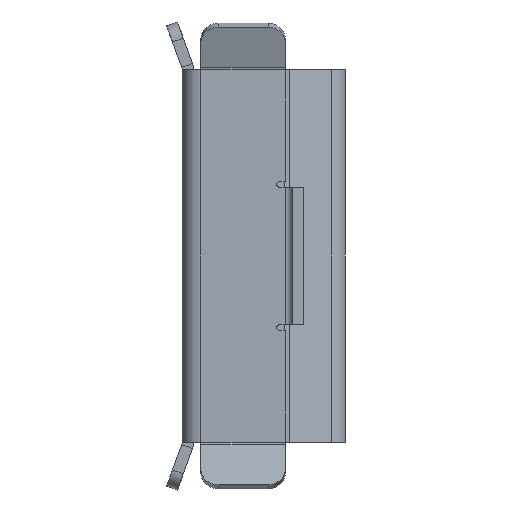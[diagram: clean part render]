
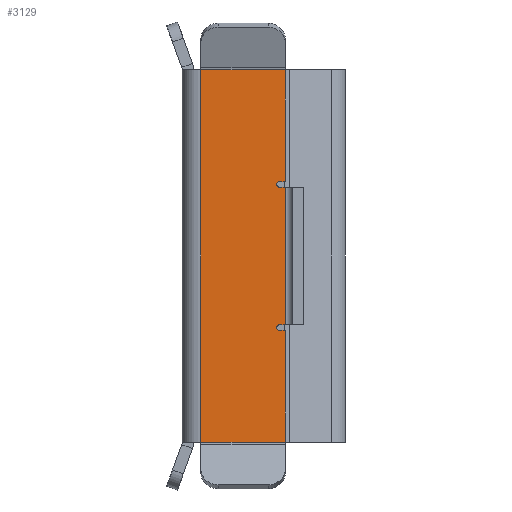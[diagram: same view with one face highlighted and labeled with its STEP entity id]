
A CAD part, front view. The second image highlights one B-rep face of the part: STEP entity #3129.
In plain terms, the highlighted planar face has unit normal (0, -1, 0).
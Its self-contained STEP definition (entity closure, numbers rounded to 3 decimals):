
#6 = CIRCLE ( 'NONE', #960, 0.1 ) ;
#29 = CARTESIAN_POINT ( 'NONE',  ( 1.6, -0.4, -2.6 ) ) ;
#30 = ORIENTED_EDGE ( 'NONE', *, *, #2237, .F. ) ;
#40 = EDGE_CURVE ( 'NONE', #2980, #1528, #761, .T. ) ;
#48 = CARTESIAN_POINT ( 'NONE',  ( 1.4, -0.4, -2.5 ) ) ;
#75 = ORIENTED_EDGE ( 'NONE', *, *, #2550, .T. ) ;
#76 = VERTEX_POINT ( 'NONE', #3157 ) ;
#146 = VERTEX_POINT ( 'NONE', #860 ) ;
#147 = EDGE_CURVE ( 'NONE', #76, #1731, #319, .T. ) ;
#154 = ORIENTED_EDGE ( 'NONE', *, *, #2579, .F. ) ;
#161 = CARTESIAN_POINT ( 'NONE',  ( 1.6, -0.4, 6.5 ) ) ;
#167 = ORIENTED_EDGE ( 'NONE', *, *, #1552, .F. ) ;
#218 = CARTESIAN_POINT ( 'NONE',  ( 1.6, -0.4, -2.4 ) ) ;
#228 = ORIENTED_EDGE ( 'NONE', *, *, #500, .T. ) ;
#289 = DIRECTION ( 'NONE',  ( 0., 0., -1. ) ) ;
#319 = LINE ( 'NONE', #1611, #2215 ) ;
#348 = VECTOR ( 'NONE', #1592, 1000. ) ;
#360 = ORIENTED_EDGE ( 'NONE', *, *, #1616, .F. ) ;
#391 = ORIENTED_EDGE ( 'NONE', *, *, #147, .F. ) ;
#485 = CARTESIAN_POINT ( 'NONE',  ( 1.6, -0.4, 2.4 ) ) ;
#500 = EDGE_CURVE ( 'NONE', #2943, #1652, #1187, .T. ) ;
#757 = ORIENTED_EDGE ( 'NONE', *, *, #40, .F. ) ;
#761 = LINE ( 'NONE', #29, #2793 ) ;
#762 = AXIS2_PLACEMENT_3D ( 'NONE', #2795, #1261, #3051 ) ;
#813 = VERTEX_POINT ( 'NONE', #161 ) ;
#826 = AXIS2_PLACEMENT_3D ( 'NONE', #48, #1810, #289 ) ;
#860 = CARTESIAN_POINT ( 'NONE',  ( 1.6, -0.4, -6.5 ) ) ;
#954 = ORIENTED_EDGE ( 'NONE', *, *, #2001, .F. ) ;
#960 = AXIS2_PLACEMENT_3D ( 'NONE', #2566, #1037, #2821 ) ;
#966 = CARTESIAN_POINT ( 'NONE',  ( 1.4, -0.4, 2.6 ) ) ;
#984 = LINE ( 'NONE', #2409, #2942 ) ;
#1026 = LINE ( 'NONE', #1854, #348 ) ;
#1037 = DIRECTION ( 'NONE',  ( 0., -1., 0. ) ) ;
#1067 = VERTEX_POINT ( 'NONE', #3041 ) ;
#1081 = LINE ( 'NONE', #2036, #1588 ) ;
#1135 = DIRECTION ( 'NONE',  ( 0., 0., -1. ) ) ;
#1187 = LINE ( 'NONE', #1446, #2469 ) ;
#1207 = VERTEX_POINT ( 'NONE', #1417 ) ;
#1261 = DIRECTION ( 'NONE',  ( 0., 1., 0. ) ) ;
#1294 = ORIENTED_EDGE ( 'NONE', *, *, #2316, .F. ) ;
#1301 = EDGE_LOOP ( 'NONE', ( #154, #30, #2391, #1294, #167, #391, #1644, #954, #228, #75, #360, #757 ) ) ;
#1336 = CARTESIAN_POINT ( 'NONE',  ( -1.35, -0.4, -6.5 ) ) ;
#1417 = CARTESIAN_POINT ( 'NONE',  ( 1.4, -0.4, 2.4 ) ) ;
#1436 = EDGE_CURVE ( 'NONE', #813, #76, #984, .T. ) ;
#1446 = CARTESIAN_POINT ( 'NONE',  ( -1.35, -0.4, 6.5 ) ) ;
#1528 = VERTEX_POINT ( 'NONE', #1670 ) ;
#1552 = EDGE_CURVE ( 'NONE', #1731, #1207, #6, .T. ) ;
#1572 = CARTESIAN_POINT ( 'NONE',  ( 1.6, -0.4, 6.5 ) ) ;
#1588 = VECTOR ( 'NONE', #2308, 1000. ) ;
#1592 = DIRECTION ( 'NONE',  ( 0., 0., -1. ) ) ;
#1611 = CARTESIAN_POINT ( 'NONE',  ( 1.6, -0.4, 2.6 ) ) ;
#1616 = EDGE_CURVE ( 'NONE', #1528, #146, #1852, .T. ) ;
#1644 = ORIENTED_EDGE ( 'NONE', *, *, #1436, .F. ) ;
#1652 = VERTEX_POINT ( 'NONE', #1336 ) ;
#1661 = EDGE_CURVE ( 'NONE', #1886, #1785, #1026, .T. ) ;
#1670 = CARTESIAN_POINT ( 'NONE',  ( 1.6, -0.4, -2.6 ) ) ;
#1698 = CARTESIAN_POINT ( 'NONE',  ( 1.4, -0.4, -2.6 ) ) ;
#1718 = CARTESIAN_POINT ( 'NONE',  ( 1.6, -0.4, 2.4 ) ) ;
#1731 = VERTEX_POINT ( 'NONE', #966 ) ;
#1758 = CARTESIAN_POINT ( 'NONE',  ( -1.6, -0.4, 6.5 ) ) ;
#1781 = DIRECTION ( 'NONE',  ( 1., 0., 0. ) ) ;
#1785 = VERTEX_POINT ( 'NONE', #218 ) ;
#1794 = VECTOR ( 'NONE', #1997, 1000. ) ;
#1809 = FACE_OUTER_BOUND ( 'NONE', #1301, .T. ) ;
#1810 = DIRECTION ( 'NONE',  ( 0., -1., 0. ) ) ;
#1852 = LINE ( 'NONE', #1572, #2540 ) ;
#1854 = CARTESIAN_POINT ( 'NONE',  ( 1.6, -0.4, 6.5 ) ) ;
#1870 = VECTOR ( 'NONE', #2460, 1000. ) ;
#1886 = VERTEX_POINT ( 'NONE', #1718 ) ;
#1997 = DIRECTION ( 'NONE',  ( 1., 0., 0. ) ) ;
#2001 = EDGE_CURVE ( 'NONE', #2943, #813, #3119, .T. ) ;
#2036 = CARTESIAN_POINT ( 'NONE',  ( -1.6, -0.4, -6.5 ) ) ;
#2190 = CARTESIAN_POINT ( 'NONE',  ( 1.6, -0.4, -2.4 ) ) ;
#2215 = VECTOR ( 'NONE', #2393, 1000. ) ;
#2216 = DIRECTION ( 'NONE',  ( 0., 0., -1. ) ) ;
#2237 = EDGE_CURVE ( 'NONE', #1785, #1067, #2637, .T. ) ;
#2308 = DIRECTION ( 'NONE',  ( 1., 0., 0. ) ) ;
#2316 = EDGE_CURVE ( 'NONE', #1207, #1886, #2322, .T. ) ;
#2322 = LINE ( 'NONE', #485, #1794 ) ;
#2391 = ORIENTED_EDGE ( 'NONE', *, *, #1661, .F. ) ;
#2393 = DIRECTION ( 'NONE',  ( -1., 0., 0. ) ) ;
#2409 = CARTESIAN_POINT ( 'NONE',  ( 1.6, -0.4, 6.5 ) ) ;
#2460 = DIRECTION ( 'NONE',  ( -1., 0., 0. ) ) ;
#2469 = VECTOR ( 'NONE', #2216, 1000. ) ;
#2476 = CARTESIAN_POINT ( 'NONE',  ( -1.35, -0.4, 6.5 ) ) ;
#2540 = VECTOR ( 'NONE', #2856, 1000. ) ;
#2543 = DIRECTION ( 'NONE',  ( 1., 0., 0. ) ) ;
#2545 = PLANE ( 'NONE',  #762 ) ;
#2550 = EDGE_CURVE ( 'NONE', #1652, #146, #1081, .T. ) ;
#2566 = CARTESIAN_POINT ( 'NONE',  ( 1.4, -0.4, 2.5 ) ) ;
#2579 = EDGE_CURVE ( 'NONE', #1067, #2980, #2956, .T. ) ;
#2637 = LINE ( 'NONE', #2190, #1870 ) ;
#2793 = VECTOR ( 'NONE', #1781, 1000. ) ;
#2795 = CARTESIAN_POINT ( 'NONE',  ( -1.6, -0.4, 6.5 ) ) ;
#2821 = DIRECTION ( 'NONE',  ( 0., 0., -1. ) ) ;
#2856 = DIRECTION ( 'NONE',  ( 0., 0., -1. ) ) ;
#2942 = VECTOR ( 'NONE', #1135, 1000. ) ;
#2943 = VERTEX_POINT ( 'NONE', #2476 ) ;
#2956 = CIRCLE ( 'NONE', #826, 0.1 ) ;
#2980 = VERTEX_POINT ( 'NONE', #1698 ) ;
#3031 = VECTOR ( 'NONE', #2543, 1000. ) ;
#3041 = CARTESIAN_POINT ( 'NONE',  ( 1.4, -0.4, -2.4 ) ) ;
#3051 = DIRECTION ( 'NONE',  ( 0., 0., 1. ) ) ;
#3119 = LINE ( 'NONE', #1758, #3031 ) ;
#3129 = ADVANCED_FACE ( 'NONE', ( #1809 ), #2545, .F. ) ;
#3157 = CARTESIAN_POINT ( 'NONE',  ( 1.6, -0.4, 2.6 ) ) ;
